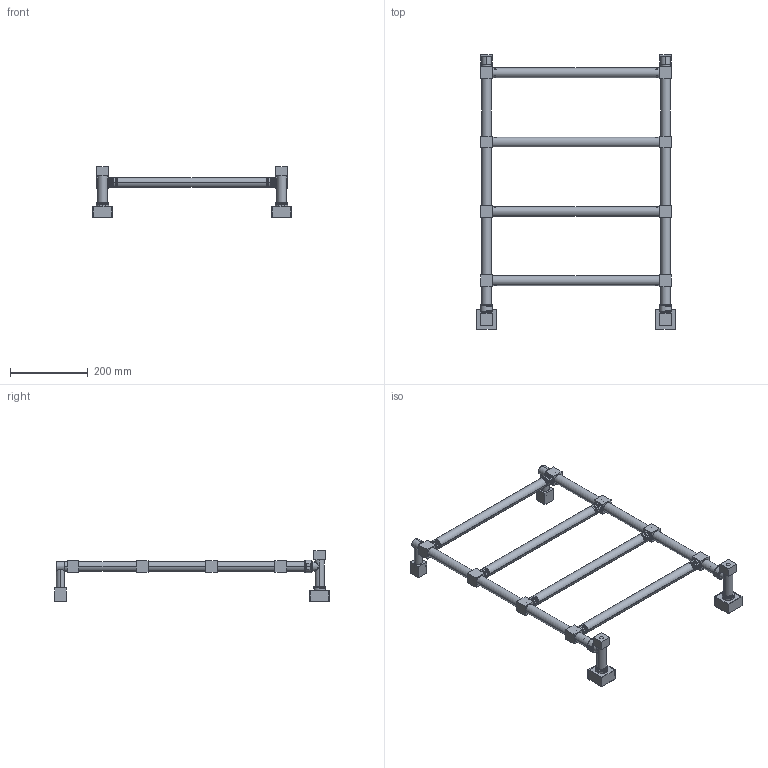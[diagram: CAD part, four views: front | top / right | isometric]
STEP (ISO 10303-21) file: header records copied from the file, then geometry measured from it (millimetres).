
FILE_DESCRIPTION((''),'2;1');
FILE_NAME('CLIENTI_442-TQ_ASM','2018-12-12T',('Creo'),(''),'CREO PARAMETRIC BY PTC INC, 2015380','CREO PARAMETRIC BY PTC INC, 2015380','');
FILE_SCHEMA(('CONFIG_CONTROL_DESIGN'));
Length unit declared in the file: millimetre
Products named in the file (13): AT0000AB01TO; BT0000AA07GR; PR0000AA07GR; RC0000AA08GR; AN0000AA14GR; VT0000AA19GR; PR0000AA01GR; DA0000AA02GR; ROSONE-SUP-442TQ; CP0000AA84GR; MN0000AA04GR; RS0000AA45GR; CLIENTI_442-TQ_ASM
Assembly tree (38 placements, depth 2):
  CLIENTI_442-TQ_ASM
    AT0000AB01TO  x4
    BT0000AA07GR  x8
    PR0000AA07GR  x6
    RC0000AA08GR  x2
    AN0000AA14GR  x2
    VT0000AA19GR  x2
    PR0000AA01GR  x2
    DA0000AA02GR  x4
    ROSONE-SUP-442TQ  x2
    CP0000AA84GR  x2
    MN0000AA04GR  x2
    RS0000AA45GR  x2
Bounding box: 510 x 706 x 131 mm (x, y, z)
Volume: 909487.6 mm3; surface area: 653445.9 mm2
Topology: 38 solids, 70 shells, 1582 faces, 3764 edges, 2416 vertices
Faces by surface type: cylinder 682, plane 644, cone 204, torus 44, bspline 8
Entity records: 16633 total; most frequent: CARTESIAN_POINT 4496, DIRECTION 2634, ORIENTED_EDGE 2288, EDGE_CURVE 1173, AXIS2_PLACEMENT_3D 1010, VERTEX_POINT 758, VECTOR 614, LINE 614
